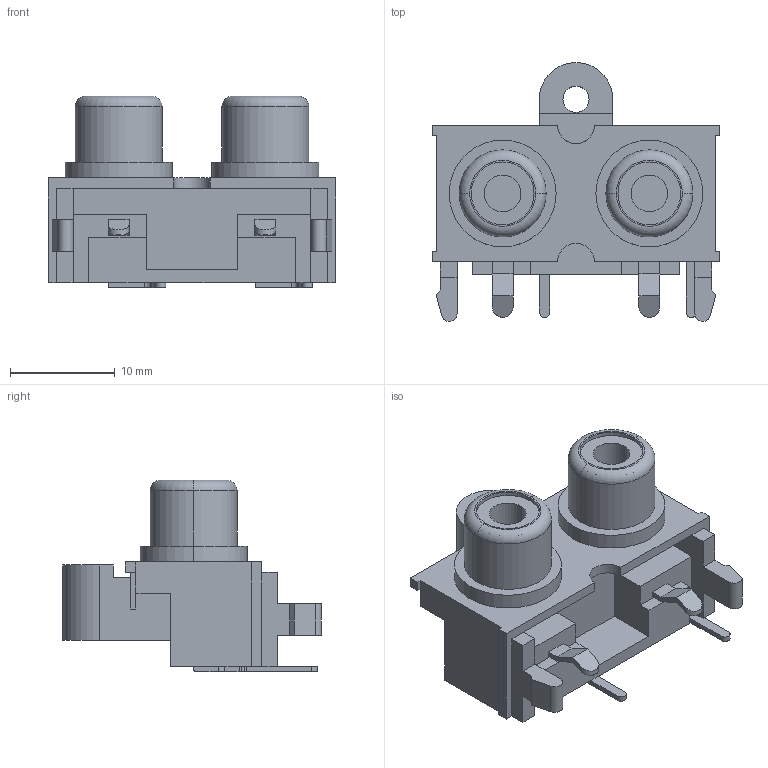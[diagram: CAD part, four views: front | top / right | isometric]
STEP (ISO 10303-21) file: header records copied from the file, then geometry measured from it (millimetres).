
FILE_DESCRIPTION (( 'STEP AP214' ), '1' );
FILE_NAME ('CUI_DEVICES_RCJ-2121.step', '2019-10-21T00:07:27', ( '' ), ( '' ), 'SwSTEP 2.0', 'SolidWorks 2019', '' );
FILE_SCHEMA (( 'AUTOMOTIVE_DESIGN' ));
Length unit declared in the file: millimetre
Products named in the file (4): RCJ-21_RCJ-21XX; CUI_DEVICES_RCJ-2121; PLUG_Black; PLUG_Red
Assembly tree (3 placements, depth 2):
  CUI_DEVICES_RCJ-2121
    RCJ-21_RCJ-21XX
    PLUG_Red
    PLUG_Black
Bounding box: 27.4 x 24.7 x 18.3 mm (x, y, z)
Volume: 3588.7 mm3; surface area: 3536.4 mm2
Topology: 3 solids, 3 shells, 174 faces, 454 edges, 296 vertices
Faces by surface type: plane 121, cylinder 45, torus 8
Entity records: 7072 total; most frequent: CARTESIAN_POINT 954, ORIENTED_EDGE 908, DIRECTION 908, EDGE_CURVE 454, LINE 344, VECTOR 344, VERTEX_POINT 296, AXIS2_PLACEMENT_3D 282
